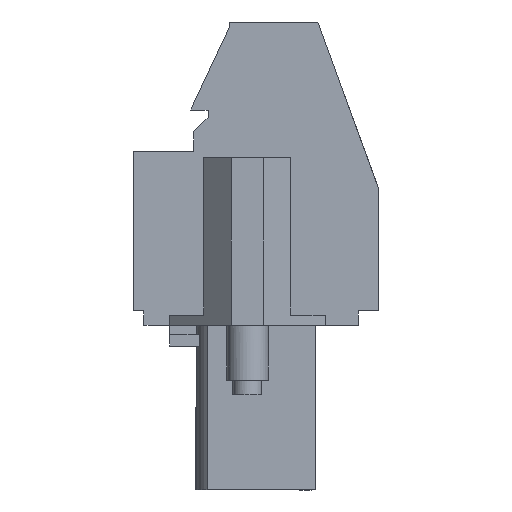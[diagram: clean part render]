
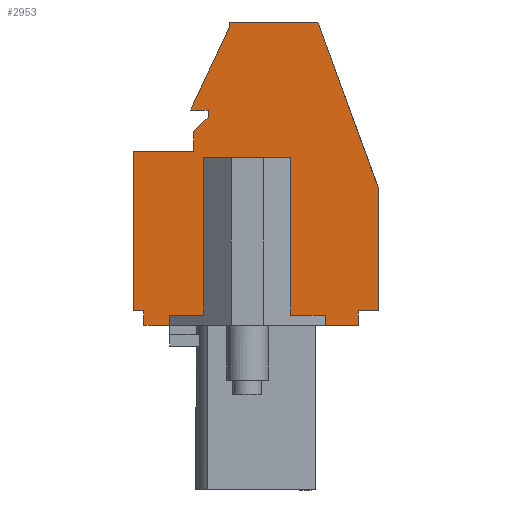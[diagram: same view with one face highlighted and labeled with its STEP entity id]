
A CAD part, left-side view. The second image highlights one B-rep face of the part: STEP entity #2953.
In plain terms, the highlighted planar face has unit normal (-1, 0, 0).
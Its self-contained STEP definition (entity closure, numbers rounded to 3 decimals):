
#1159=AXIS2_PLACEMENT_3D('Plane Axis2P3D',#1156,#1157,#1158) ;
#107=CARTESIAN_POINT('Line Origine',(3.47,1.782,7.95)) ;
#111=CARTESIAN_POINT('Vertex',(3.47,2.58,7.95)) ;
#113=CARTESIAN_POINT('Vertex',(3.47,0.983,7.95)) ;
#148=CARTESIAN_POINT('Vertex',(3.47,10.08,7.95)) ;
#151=CARTESIAN_POINT('Line Origine',(3.47,10.705,7.95)) ;
#155=CARTESIAN_POINT('Vertex',(3.47,11.33,7.95)) ;
#1156=CARTESIAN_POINT('Axis2P3D Location',(3.47,0.,0.)) ;
#2809=CARTESIAN_POINT('Line Origine',(3.47,0.983,8.3)) ;
#2813=CARTESIAN_POINT('Vertex',(3.47,0.983,8.65)) ;
#2816=CARTESIAN_POINT('Line Origine',(3.47,0.492,8.65)) ;
#2820=CARTESIAN_POINT('Vertex',(3.47,0.,8.65)) ;
#2823=CARTESIAN_POINT('Line Origine',(3.47,0.,11.611)) ;
#2827=CARTESIAN_POINT('Vertex',(3.47,0.,14.572)) ;
#2830=CARTESIAN_POINT('Line Origine',(3.47,1.461,18.586)) ;
#2834=CARTESIAN_POINT('Vertex',(3.47,2.922,22.6)) ;
#2837=CARTESIAN_POINT('Line Origine',(3.47,5.052,22.6)) ;
#2841=CARTESIAN_POINT('Vertex',(3.47,7.181,22.6)) ;
#2844=CARTESIAN_POINT('Line Origine',(3.47,7.181,22.5)) ;
#2848=CARTESIAN_POINT('Vertex',(3.47,7.181,22.4)) ;
#2851=CARTESIAN_POINT('Line Origine',(3.47,8.126,20.375)) ;
#2855=CARTESIAN_POINT('Vertex',(3.47,9.07,18.35)) ;
#2858=CARTESIAN_POINT('Line Origine',(3.47,8.65,18.35)) ;
#2862=CARTESIAN_POINT('Vertex',(3.47,8.23,18.35)) ;
#2865=CARTESIAN_POINT('Line Origine',(3.47,8.23,18.175)) ;
#2869=CARTESIAN_POINT('Vertex',(3.47,8.23,18.)) ;
#2872=CARTESIAN_POINT('Line Origine',(3.47,8.58,17.65)) ;
#2876=CARTESIAN_POINT('Vertex',(3.47,8.93,17.3)) ;
#2879=CARTESIAN_POINT('Line Origine',(3.47,8.93,16.825)) ;
#2883=CARTESIAN_POINT('Vertex',(3.47,8.93,16.35)) ;
#2886=CARTESIAN_POINT('Line Origine',(3.47,10.38,16.35)) ;
#2890=CARTESIAN_POINT('Vertex',(3.47,11.83,16.35)) ;
#2893=CARTESIAN_POINT('Line Origine',(3.47,11.83,12.5)) ;
#2897=CARTESIAN_POINT('Vertex',(3.47,11.83,8.65)) ;
#2900=CARTESIAN_POINT('Line Origine',(3.47,11.58,8.65)) ;
#2904=CARTESIAN_POINT('Vertex',(3.47,11.33,8.65)) ;
#2907=CARTESIAN_POINT('Line Origine',(3.47,11.33,8.3)) ;
#2912=CARTESIAN_POINT('Line Origine',(3.47,10.08,8.2)) ;
#2916=CARTESIAN_POINT('Vertex',(3.47,10.08,8.45)) ;
#2919=CARTESIAN_POINT('Line Origine',(3.47,6.33,8.45)) ;
#2923=CARTESIAN_POINT('Vertex',(3.47,2.58,8.45)) ;
#2926=CARTESIAN_POINT('Line Origine',(3.47,2.58,8.2)) ;
#108=DIRECTION('Vector Direction',(0.,-1.,0.)) ;
#152=DIRECTION('Vector Direction',(0.,-1.,0.)) ;
#1157=DIRECTION('Axis2P3D Direction',(-1.,0.,0.)) ;
#1158=DIRECTION('Axis2P3D XDirection',(0.,0.,1.)) ;
#2810=DIRECTION('Vector Direction',(0.,0.,1.)) ;
#2817=DIRECTION('Vector Direction',(0.,-1.,0.)) ;
#2824=DIRECTION('Vector Direction',(0.,0.,1.)) ;
#2831=DIRECTION('Vector Direction',(0.,-0.342,-0.94)) ;
#2838=DIRECTION('Vector Direction',(0.,-1.,0.)) ;
#2845=DIRECTION('Vector Direction',(0.,0.,1.)) ;
#2852=DIRECTION('Vector Direction',(0.,-0.423,0.906)) ;
#2859=DIRECTION('Vector Direction',(0.,1.,0.)) ;
#2866=DIRECTION('Vector Direction',(0.,0.,1.)) ;
#2873=DIRECTION('Vector Direction',(0.,-0.707,0.707)) ;
#2880=DIRECTION('Vector Direction',(0.,0.,1.)) ;
#2887=DIRECTION('Vector Direction',(0.,-1.,0.)) ;
#2894=DIRECTION('Vector Direction',(0.,0.,1.)) ;
#2901=DIRECTION('Vector Direction',(0.,1.,0.)) ;
#2908=DIRECTION('Vector Direction',(0.,0.,-1.)) ;
#2913=DIRECTION('Vector Direction',(0.,0.,1.)) ;
#2920=DIRECTION('Vector Direction',(0.,1.,0.)) ;
#2927=DIRECTION('Vector Direction',(0.,0.,1.)) ;
#109=VECTOR('Line Direction',#108,1.) ;
#153=VECTOR('Line Direction',#152,1.) ;
#2811=VECTOR('Line Direction',#2810,1.) ;
#2818=VECTOR('Line Direction',#2817,1.) ;
#2825=VECTOR('Line Direction',#2824,1.) ;
#2832=VECTOR('Line Direction',#2831,1.) ;
#2839=VECTOR('Line Direction',#2838,1.) ;
#2846=VECTOR('Line Direction',#2845,1.) ;
#2853=VECTOR('Line Direction',#2852,1.) ;
#2860=VECTOR('Line Direction',#2859,1.) ;
#2867=VECTOR('Line Direction',#2866,1.) ;
#2874=VECTOR('Line Direction',#2873,1.) ;
#2881=VECTOR('Line Direction',#2880,1.) ;
#2888=VECTOR('Line Direction',#2887,1.) ;
#2895=VECTOR('Line Direction',#2894,1.) ;
#2902=VECTOR('Line Direction',#2901,1.) ;
#2909=VECTOR('Line Direction',#2908,1.) ;
#2914=VECTOR('Line Direction',#2913,1.) ;
#2921=VECTOR('Line Direction',#2920,1.) ;
#2928=VECTOR('Line Direction',#2927,1.) ;
#2932=ORIENTED_EDGE('',*,*,#115,.T.) ;
#2933=ORIENTED_EDGE('',*,*,#2815,.T.) ;
#2934=ORIENTED_EDGE('',*,*,#2822,.T.) ;
#2935=ORIENTED_EDGE('',*,*,#2829,.T.) ;
#2936=ORIENTED_EDGE('',*,*,#2836,.T.) ;
#2937=ORIENTED_EDGE('',*,*,#2843,.T.) ;
#2938=ORIENTED_EDGE('',*,*,#2850,.T.) ;
#2939=ORIENTED_EDGE('',*,*,#2857,.T.) ;
#2940=ORIENTED_EDGE('',*,*,#2864,.T.) ;
#2941=ORIENTED_EDGE('',*,*,#2871,.T.) ;
#2942=ORIENTED_EDGE('',*,*,#2878,.T.) ;
#2943=ORIENTED_EDGE('',*,*,#2885,.T.) ;
#2944=ORIENTED_EDGE('',*,*,#2892,.T.) ;
#2945=ORIENTED_EDGE('',*,*,#2899,.T.) ;
#2946=ORIENTED_EDGE('',*,*,#2906,.T.) ;
#2947=ORIENTED_EDGE('',*,*,#2911,.T.) ;
#2948=ORIENTED_EDGE('',*,*,#157,.T.) ;
#2949=ORIENTED_EDGE('',*,*,#2918,.T.) ;
#2950=ORIENTED_EDGE('',*,*,#2925,.F.) ;
#2951=ORIENTED_EDGE('',*,*,#2930,.F.) ;
#2953=ADVANCED_FACE('HOUSING',(#2952),#1160,.T.) ;
#115=EDGE_CURVE('',#112,#114,#110,.T.) ;
#157=EDGE_CURVE('',#156,#149,#154,.T.) ;
#2815=EDGE_CURVE('',#114,#2814,#2812,.T.) ;
#2822=EDGE_CURVE('',#2814,#2821,#2819,.T.) ;
#2829=EDGE_CURVE('',#2821,#2828,#2826,.T.) ;
#2836=EDGE_CURVE('',#2828,#2835,#2833,.F.) ;
#2843=EDGE_CURVE('',#2835,#2842,#2840,.F.) ;
#2850=EDGE_CURVE('',#2842,#2849,#2847,.F.) ;
#2857=EDGE_CURVE('',#2849,#2856,#2854,.F.) ;
#2864=EDGE_CURVE('',#2856,#2863,#2861,.F.) ;
#2871=EDGE_CURVE('',#2863,#2870,#2868,.F.) ;
#2878=EDGE_CURVE('',#2870,#2877,#2875,.F.) ;
#2885=EDGE_CURVE('',#2877,#2884,#2882,.F.) ;
#2892=EDGE_CURVE('',#2884,#2891,#2889,.F.) ;
#2899=EDGE_CURVE('',#2891,#2898,#2896,.F.) ;
#2906=EDGE_CURVE('',#2898,#2905,#2903,.F.) ;
#2911=EDGE_CURVE('',#2905,#156,#2910,.T.) ;
#2918=EDGE_CURVE('',#149,#2917,#2915,.T.) ;
#2925=EDGE_CURVE('',#2924,#2917,#2922,.T.) ;
#2930=EDGE_CURVE('',#112,#2924,#2929,.T.) ;
#2931=EDGE_LOOP('',(#2932,#2933,#2934,#2935,#2936,#2937,#2938,#2939,#2940,#2941,#2942,#2943,#2944,#2945,#2946,#2947,#2948,#2949,#2950,#2951)) ;
#2952=FACE_OUTER_BOUND('',#2931,.T.) ;
#110=LINE('Line',#107,#109) ;
#154=LINE('Line',#151,#153) ;
#2812=LINE('Line',#2809,#2811) ;
#2819=LINE('Line',#2816,#2818) ;
#2826=LINE('Line',#2823,#2825) ;
#2833=LINE('Line',#2830,#2832) ;
#2840=LINE('Line',#2837,#2839) ;
#2847=LINE('Line',#2844,#2846) ;
#2854=LINE('Line',#2851,#2853) ;
#2861=LINE('Line',#2858,#2860) ;
#2868=LINE('Line',#2865,#2867) ;
#2875=LINE('Line',#2872,#2874) ;
#2882=LINE('Line',#2879,#2881) ;
#2889=LINE('Line',#2886,#2888) ;
#2896=LINE('Line',#2893,#2895) ;
#2903=LINE('Line',#2900,#2902) ;
#2910=LINE('Line',#2907,#2909) ;
#2915=LINE('Line',#2912,#2914) ;
#2922=LINE('Line',#2919,#2921) ;
#2929=LINE('Line',#2926,#2928) ;
#1160=PLANE('',#1159) ;
#112=VERTEX_POINT('',#111) ;
#114=VERTEX_POINT('',#113) ;
#149=VERTEX_POINT('',#148) ;
#156=VERTEX_POINT('',#155) ;
#2814=VERTEX_POINT('',#2813) ;
#2821=VERTEX_POINT('',#2820) ;
#2828=VERTEX_POINT('',#2827) ;
#2835=VERTEX_POINT('',#2834) ;
#2842=VERTEX_POINT('',#2841) ;
#2849=VERTEX_POINT('',#2848) ;
#2856=VERTEX_POINT('',#2855) ;
#2863=VERTEX_POINT('',#2862) ;
#2870=VERTEX_POINT('',#2869) ;
#2877=VERTEX_POINT('',#2876) ;
#2884=VERTEX_POINT('',#2883) ;
#2891=VERTEX_POINT('',#2890) ;
#2898=VERTEX_POINT('',#2897) ;
#2905=VERTEX_POINT('',#2904) ;
#2917=VERTEX_POINT('',#2916) ;
#2924=VERTEX_POINT('',#2923) ;
